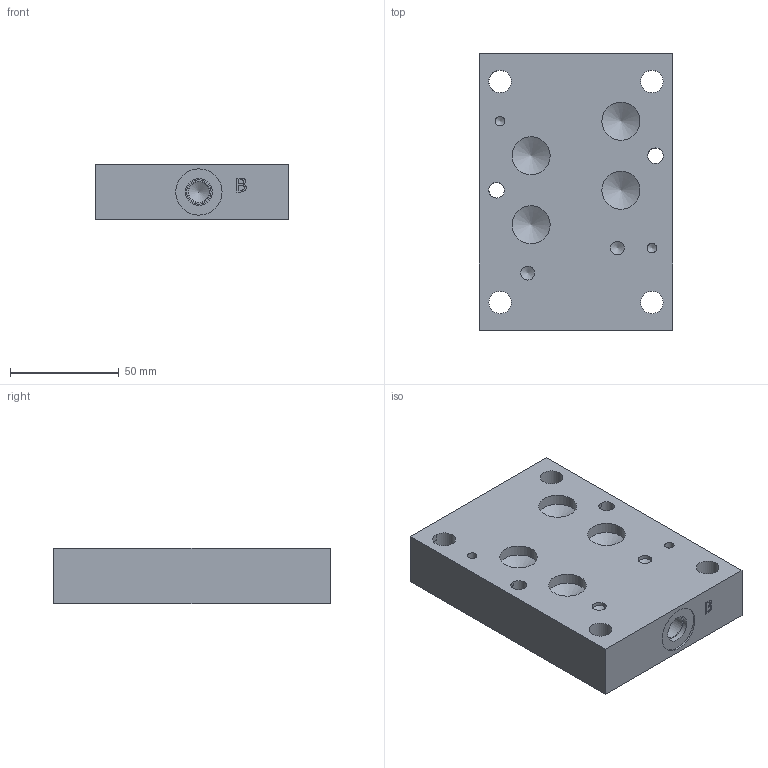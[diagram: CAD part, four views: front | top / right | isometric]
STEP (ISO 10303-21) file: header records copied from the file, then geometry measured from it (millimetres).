
FILE_DESCRIPTION(/* description */ (''),/* implementation_level */ '2;1');
FILE_NAME(/* name */ '_D07TPAB4S.stp',/* time_stamp */ '2021-12-28T14:00:26-05:00',/* author */ ('jrf'),/* organization */ (''),/* preprocessor_version */ 'ST-DEVELOPER v18.1',/* originating_system */ 'Autodesk Inventor 2022',/* authorisation */ '');
FILE_SCHEMA (('AUTOMOTIVE_DESIGN { 1 0 10303 214 3 1 1 }'));
Length unit declared in the file: millimetre
Products named in the file (1): Part_AD07TPAB4S.C02775R5_3D
Bounding box: 88.9 x 127 x 25.4 mm (x, y, z)
Volume: 255776.9 mm3; surface area: 41701 mm2
Topology: 1 solids, 1 shells, 426 faces, 1112 edges, 734 vertices
Faces by surface type: plane 282, bspline 80, cylinder 41, cone 23
Full cylindrical faces by diameter (mm): 3.175 x2, 4.343 x2, 6.35 x4, 7.137 x2, 9.525 x2, 9.881 x2, 10.312 x4, 11.125 x4, 12.395 x2, 17.475 x8, 21.285 x2, 25.4 x4
Entity records: 13675 total; most frequent: CARTESIAN_POINT 3349, ORIENTED_EDGE 2188, DIRECTION 1704, EDGE_CURVE 1094, LINE 846, VECTOR 846, VERTEX_POINT 734, EDGE_LOOP 502
